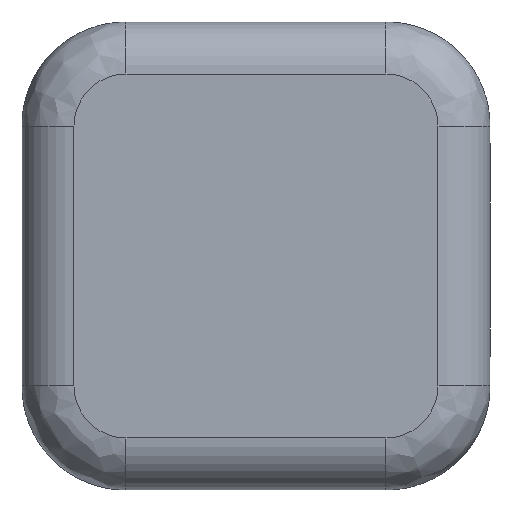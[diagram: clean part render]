
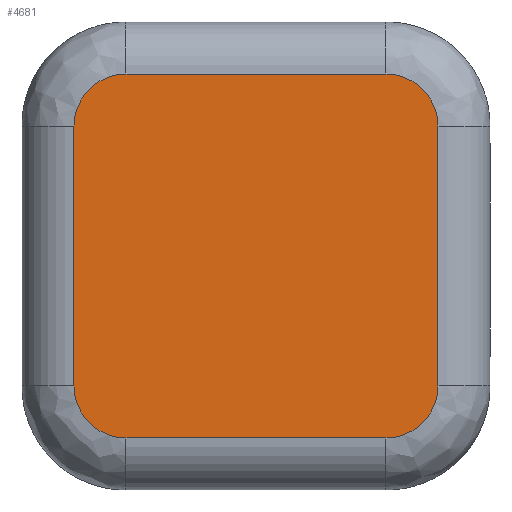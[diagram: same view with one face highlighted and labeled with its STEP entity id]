
A CAD part, front view. The second image highlights one B-rep face of the part: STEP entity #4681.
In plain terms, the highlighted planar face has unit normal (0, -1, 0).
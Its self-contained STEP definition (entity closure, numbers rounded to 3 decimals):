
#135=CIRCLE('',#5095,10.);
#139=CIRCLE('',#5100,10.);
#142=CIRCLE('',#5104,10.);
#145=CIRCLE('',#5108,10.);
#468=FACE_OUTER_BOUND('',#747,.T.);
#747=EDGE_LOOP('',(#4049,#4050,#4051,#4052,#4053,#4054,#4055,#4056));
#1273=LINE('',#7769,#1794);
#1274=LINE('',#7785,#1795);
#1275=LINE('',#7801,#1796);
#1276=LINE('',#7815,#1797);
#1794=VECTOR('',#6420,10.);
#1795=VECTOR('',#6429,10.);
#1796=VECTOR('',#6438,10.);
#1797=VECTOR('',#6445,10.);
#2176=VERTEX_POINT('',#7761);
#2177=VERTEX_POINT('',#7763);
#2178=VERTEX_POINT('',#7767);
#2179=VERTEX_POINT('',#7779);
#2180=VERTEX_POINT('',#7783);
#2181=VERTEX_POINT('',#7795);
#2182=VERTEX_POINT('',#7799);
#2183=VERTEX_POINT('',#7811);
#2824=EDGE_CURVE('',#2176,#2177,#135,.T.);
#2827=EDGE_CURVE('',#2177,#2178,#1273,.T.);
#2829=EDGE_CURVE('',#2178,#2179,#139,.T.);
#2831=EDGE_CURVE('',#2179,#2180,#1274,.T.);
#2833=EDGE_CURVE('',#2180,#2181,#142,.T.);
#2835=EDGE_CURVE('',#2181,#2182,#1275,.T.);
#2837=EDGE_CURVE('',#2182,#2183,#145,.T.);
#2838=EDGE_CURVE('',#2183,#2176,#1276,.T.);
#4049=ORIENTED_EDGE('',*,*,#2824,.F.);
#4050=ORIENTED_EDGE('',*,*,#2838,.F.);
#4051=ORIENTED_EDGE('',*,*,#2837,.F.);
#4052=ORIENTED_EDGE('',*,*,#2835,.F.);
#4053=ORIENTED_EDGE('',*,*,#2833,.F.);
#4054=ORIENTED_EDGE('',*,*,#2831,.F.);
#4055=ORIENTED_EDGE('',*,*,#2829,.F.);
#4056=ORIENTED_EDGE('',*,*,#2827,.F.);
#4410=PLANE('',#5110);
#4681=ADVANCED_FACE('',(#468),#4410,.T.);
#5095=AXIS2_PLACEMENT_3D('',#7764,#6412,#6413);
#5100=AXIS2_PLACEMENT_3D('',#7781,#6423,#6424);
#5104=AXIS2_PLACEMENT_3D('',#7797,#6432,#6433);
#5108=AXIS2_PLACEMENT_3D('',#7813,#6441,#6442);
#5110=AXIS2_PLACEMENT_3D('',#7816,#6446,#6447);
#6412=DIRECTION('center_axis',(0.,1.,0.));
#6413=DIRECTION('ref_axis',(0.707,0.,0.707));
#6420=DIRECTION('',(0.,0.,-1.));
#6423=DIRECTION('center_axis',(0.,1.,0.));
#6424=DIRECTION('ref_axis',(0.707,0.,-0.707));
#6429=DIRECTION('',(-1.,0.,0.));
#6432=DIRECTION('center_axis',(0.,1.,0.));
#6433=DIRECTION('ref_axis',(-0.707,0.,-0.707));
#6438=DIRECTION('',(0.,0.,1.));
#6441=DIRECTION('center_axis',(0.,1.,0.));
#6442=DIRECTION('ref_axis',(-0.707,0.,0.707));
#6445=DIRECTION('',(1.,0.,0.));
#6446=DIRECTION('center_axis',(0.,-1.,0.));
#6447=DIRECTION('ref_axis',(1.,0.,0.));
#7761=CARTESIAN_POINT('',(25.,-45.,35.));
#7763=CARTESIAN_POINT('',(35.,-45.,25.));
#7764=CARTESIAN_POINT('Origin',(25.,-45.,25.));
#7767=CARTESIAN_POINT('',(35.,-45.,-25.));
#7769=CARTESIAN_POINT('',(35.,-45.,0.));
#7779=CARTESIAN_POINT('',(25.,-45.,-35.));
#7781=CARTESIAN_POINT('Origin',(25.,-45.,-25.));
#7783=CARTESIAN_POINT('',(-25.,-45.,-35.));
#7785=CARTESIAN_POINT('',(-22.5,-45.,-35.));
#7795=CARTESIAN_POINT('',(-35.,-45.,-25.));
#7797=CARTESIAN_POINT('Origin',(-25.,-45.,-25.));
#7799=CARTESIAN_POINT('',(-35.,-45.,25.));
#7801=CARTESIAN_POINT('',(-35.,-45.,0.));
#7811=CARTESIAN_POINT('',(-25.,-45.,35.));
#7813=CARTESIAN_POINT('Origin',(-25.,-45.,25.));
#7815=CARTESIAN_POINT('',(-22.5,-45.,35.));
#7816=CARTESIAN_POINT('Origin',(-45.,-45.,0.));
